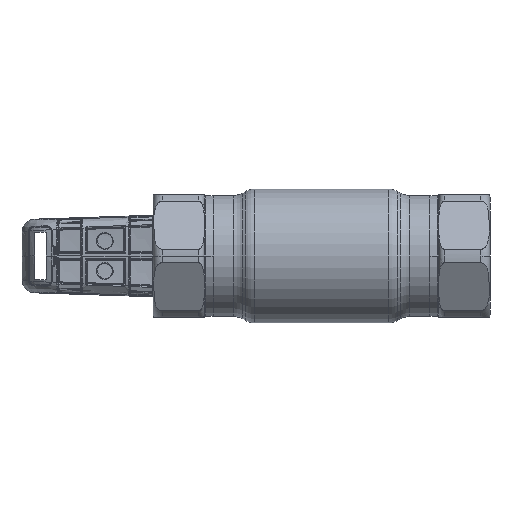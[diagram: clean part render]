
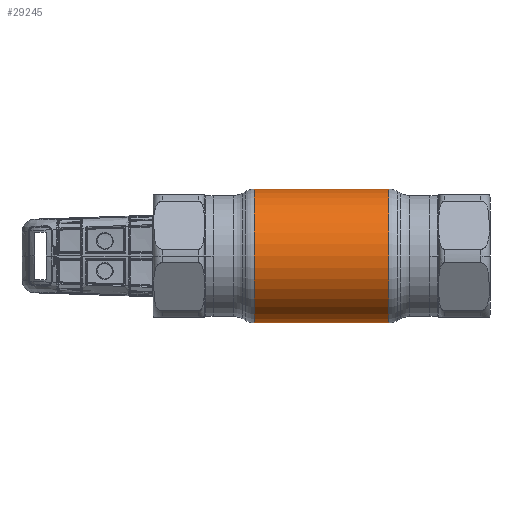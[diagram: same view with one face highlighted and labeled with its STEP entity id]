
A CAD part, front view. The second image highlights one B-rep face of the part: STEP entity #29245.
In plain terms, the highlighted cylindrical face has radius 22.25 mm (diameter 44.5 mm), a partial arc.
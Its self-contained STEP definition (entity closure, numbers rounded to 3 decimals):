
#816 = CIRCLE ( 'NONE', #44000, 22.25 ) ;
#3926 = DIRECTION ( 'NONE',  ( -1., 0., 0. ) ) ;
#3933 = DIRECTION ( 'NONE',  ( -1., 0., 0. ) ) ;
#5516 = VERTEX_POINT ( 'NONE', #58996 ) ;
#8421 = EDGE_CURVE ( 'NONE', #31191, #16795, #58095, .T. ) ;
#9721 = DIRECTION ( 'NONE',  ( -1., 0., 0. ) ) ;
#14160 = CARTESIAN_POINT ( 'NONE',  ( -22.285, 0., 0. ) ) ;
#15427 = CARTESIAN_POINT ( 'NONE',  ( -22.285, 0., 22.25 ) ) ;
#16231 = EDGE_CURVE ( 'NONE', #5516, #31421, #17018, .T. ) ;
#16795 = VERTEX_POINT ( 'NONE', #15427 ) ;
#17018 = LINE ( 'NONE', #55995, #33926 ) ;
#20672 = EDGE_LOOP ( 'NONE', ( #47817, #57673, #23257, #56241 ) ) ;
#22001 = AXIS2_PLACEMENT_3D ( 'NONE', #14160, #33464, #28314 ) ;
#23257 = ORIENTED_EDGE ( 'NONE', *, *, #8421, .T. ) ;
#23534 = CARTESIAN_POINT ( 'NONE',  ( -62.69, 0., 0. ) ) ;
#28314 = DIRECTION ( 'NONE',  ( 0., 0., 1. ) ) ;
#29245 = ADVANCED_FACE ( 'NONE', ( #54396 ), #37497, .T. ) ;
#31191 = VERTEX_POINT ( 'NONE', #48872 ) ;
#31421 = VERTEX_POINT ( 'NONE', #33616 ) ;
#33464 = DIRECTION ( 'NONE',  ( -1., 0., 0. ) ) ;
#33616 = CARTESIAN_POINT ( 'NONE',  ( -22.285, 0., -22.25 ) ) ;
#33926 = VECTOR ( 'NONE', #3933, 1000. ) ;
#36822 = VECTOR ( 'NONE', #56213, 1000. ) ;
#37497 = CYLINDRICAL_SURFACE ( 'NONE', #55624, 22.25 ) ;
#41845 = DIRECTION ( 'NONE',  ( 0., 0., 1. ) ) ;
#44000 = AXIS2_PLACEMENT_3D ( 'NONE', #55989, #3926, #41845 ) ;
#46959 = DIRECTION ( 'NONE',  ( 0., 0., 1. ) ) ;
#47171 = EDGE_CURVE ( 'NONE', #5516, #31191, #816, .T. ) ;
#47726 = CIRCLE ( 'NONE', #22001, 22.25 ) ;
#47817 = ORIENTED_EDGE ( 'NONE', *, *, #16231, .F. ) ;
#48872 = CARTESIAN_POINT ( 'NONE',  ( 22.285, 0., 22.25 ) ) ;
#49520 = EDGE_CURVE ( 'NONE', #31421, #16795, #47726, .T. ) ;
#51480 = CARTESIAN_POINT ( 'NONE',  ( -62.69, 0., 22.25 ) ) ;
#54396 = FACE_OUTER_BOUND ( 'NONE', #20672, .T. ) ;
#55624 = AXIS2_PLACEMENT_3D ( 'NONE', #23534, #9721, #46959 ) ;
#55989 = CARTESIAN_POINT ( 'NONE',  ( 22.285, 0., 0. ) ) ;
#55995 = CARTESIAN_POINT ( 'NONE',  ( -62.69, 0., -22.25 ) ) ;
#56213 = DIRECTION ( 'NONE',  ( -1., 0., 0. ) ) ;
#56241 = ORIENTED_EDGE ( 'NONE', *, *, #49520, .F. ) ;
#57673 = ORIENTED_EDGE ( 'NONE', *, *, #47171, .T. ) ;
#58095 = LINE ( 'NONE', #51480, #36822 ) ;
#58996 = CARTESIAN_POINT ( 'NONE',  ( 22.285, 0., -22.25 ) ) ;
